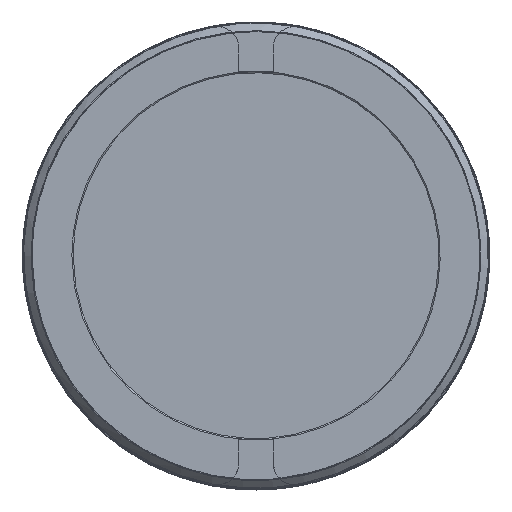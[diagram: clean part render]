
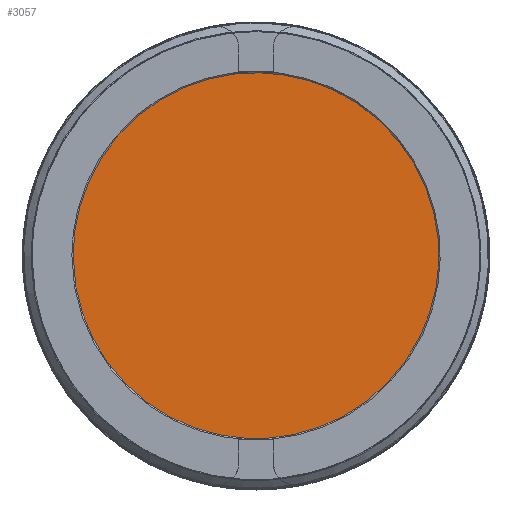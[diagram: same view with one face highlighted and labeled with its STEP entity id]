
A CAD part, top view. The second image highlights one B-rep face of the part: STEP entity #3057.
In plain terms, the highlighted free-form (B-spline) face has degree [1, 1] with [2, 2] control points.
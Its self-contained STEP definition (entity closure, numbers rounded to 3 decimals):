
#2833=CARTESIAN_POINT('',(-0.405,4.35,0.));
#2834=VERTEX_POINT('',#2833);
#2835=CARTESIAN_POINT('',(0.405,4.35,0.));
#2836=VERTEX_POINT('',#2835);
#2837=CARTESIAN_POINT('',(-0.405,4.35,0.));
#2838=CARTESIAN_POINT('',(0.405,4.35,0.));
#2839=B_SPLINE_CURVE_WITH_KNOTS('',1,(#2837,#2838),.POLYLINE_FORM.,.F.,.U.,(2,2),(0.,1.),.UNSPECIFIED.);
#2840=EDGE_CURVE('',#2834,#2836,#2839,.T.);
#2869=CARTESIAN_POINT('',(0.405,-4.35,0.));
#2870=VERTEX_POINT('',#2869);
#2871=CARTESIAN_POINT('',(-0.405,-4.35,0.));
#2872=VERTEX_POINT('',#2871);
#2873=CARTESIAN_POINT('',(0.405,-4.35,0.));
#2874=CARTESIAN_POINT('',(-0.405,-4.35,0.));
#2875=B_SPLINE_CURVE_WITH_KNOTS('',1,(#2873,#2874),.POLYLINE_FORM.,.F.,.U.,(2,2),(0.,1.),.UNSPECIFIED.);
#2876=EDGE_CURVE('',#2870,#2872,#2875,.T.);
#2972=CARTESIAN_POINT('',(15.9,-15.9,0.));
#2973=CARTESIAN_POINT('',(-15.9,-15.9,0.));
#2974=CARTESIAN_POINT('',(15.9,15.9,0.));
#2975=CARTESIAN_POINT('',(-15.9,15.9,0.));
#2976=B_SPLINE_SURFACE_WITH_KNOTS('',1,1,((#2972,#2973),(#2974,#2975)),.PLANE_SURF.,.F.,.F.,.U.,(2,2),(2,2),(-1.,2.),(-1.,2.),.UNSPECIFIED.);
#2977=CARTESIAN_POINT('',(-0.405,4.917,0.));
#2978=VERTEX_POINT('',#2977);
#2979=CARTESIAN_POINT('',(-0.552,5.271,0.));
#2980=VERTEX_POINT('',#2979);
#2981=CARTESIAN_POINT('',(-0.405,4.917,0.));
#2982=CARTESIAN_POINT('',(-0.405,5.125,0.));
#2983=CARTESIAN_POINT('',(-0.552,5.271,0.));
#2984=(BOUNDED_CURVE()B_SPLINE_CURVE(2,(#2981,#2982,#2983),.UNSPECIFIED.,.F.,.U.)B_SPLINE_CURVE_WITH_KNOTS((3,3),(0.,0.452),.UNSPECIFIED.)CURVE()GEOMETRIC_REPRESENTATION_ITEM()RATIONAL_B_SPLINE_CURVE((1.,0.837,0.822))REPRESENTATION_ITEM(''));
#2985=EDGE_CURVE('',#2978,#2980,#2984,.T.);
#2986=ORIENTED_EDGE('',*,*,#2985,.T.);
#2987=CARTESIAN_POINT('',(-0.552,-5.271,0.));
#2988=VERTEX_POINT('',#2987);
#2989=CARTESIAN_POINT('',(-0.552,5.271,0.));
#2990=CARTESIAN_POINT('',(-5.3,4.774,0.));
#2991=CARTESIAN_POINT('',(-5.3,0.,0.));
#2992=CARTESIAN_POINT('',(-5.3,-4.774,0.));
#2993=CARTESIAN_POINT('',(-0.552,-5.271,0.));
#2994=(BOUNDED_CURVE()B_SPLINE_CURVE(2,(#2989,#2990,#2991,#2992,#2993),.CIRCULAR_ARC.,.F.,.U.)B_SPLINE_CURVE_WITH_KNOTS((3,2,3),(0.018,0.25,0.482),.UNSPECIFIED.)CURVE()GEOMETRIC_REPRESENTATION_ITEM()RATIONAL_B_SPLINE_CURVE((0.961,0.728,1.,0.728,0.961))REPRESENTATION_ITEM(''));
#2995=EDGE_CURVE('',#2980,#2988,#2994,.T.);
#2996=ORIENTED_EDGE('',*,*,#2995,.T.);
#2997=CARTESIAN_POINT('',(-0.405,-4.917,0.));
#2998=VERTEX_POINT('',#2997);
#2999=CARTESIAN_POINT('',(-0.405,-4.917,0.));
#3000=CARTESIAN_POINT('',(-0.405,-5.125,0.));
#3001=CARTESIAN_POINT('',(-0.552,-5.271,0.));
#3002=(BOUNDED_CURVE()B_SPLINE_CURVE(2,(#2999,#3000,#3001),.UNSPECIFIED.,.F.,.U.)B_SPLINE_CURVE_WITH_KNOTS((3,3),(0.,0.452),.UNSPECIFIED.)CURVE()GEOMETRIC_REPRESENTATION_ITEM()RATIONAL_B_SPLINE_CURVE((1.,0.837,0.822))REPRESENTATION_ITEM(''));
#3003=EDGE_CURVE('',#2998,#2988,#3002,.T.);
#3004=ORIENTED_EDGE('',*,*,#3003,.F.);
#3005=CARTESIAN_POINT('',(-0.405,-4.35,0.));
#3006=CARTESIAN_POINT('',(-0.405,-4.917,0.));
#3007=B_SPLINE_CURVE_WITH_KNOTS('',1,(#3005,#3006),.POLYLINE_FORM.,.F.,.U.,(2,2),(0.,0.5),.UNSPECIFIED.);
#3008=EDGE_CURVE('',#2872,#2998,#3007,.T.);
#3009=ORIENTED_EDGE('',*,*,#3008,.F.);
#3010=ORIENTED_EDGE('',*,*,#2876,.F.);
#3011=CARTESIAN_POINT('',(0.405,-4.917,0.));
#3012=VERTEX_POINT('',#3011);
#3013=CARTESIAN_POINT('',(0.405,-4.917,0.));
#3014=CARTESIAN_POINT('',(0.405,-4.35,0.));
#3015=B_SPLINE_CURVE_WITH_KNOTS('',1,(#3013,#3014),.POLYLINE_FORM.,.F.,.U.,(2,2),(0.5,1.),.UNSPECIFIED.);
#3016=EDGE_CURVE('',#3012,#2870,#3015,.T.);
#3017=ORIENTED_EDGE('',*,*,#3016,.F.);
#3018=CARTESIAN_POINT('',(0.552,-5.271,0.));
#3019=VERTEX_POINT('',#3018);
#3020=CARTESIAN_POINT('',(0.405,-4.917,0.));
#3021=CARTESIAN_POINT('',(0.405,-5.125,0.));
#3022=CARTESIAN_POINT('',(0.552,-5.271,0.));
#3023=(BOUNDED_CURVE()B_SPLINE_CURVE(2,(#3020,#3021,#3022),.UNSPECIFIED.,.F.,.U.)B_SPLINE_CURVE_WITH_KNOTS((3,3),(0.,0.452),.UNSPECIFIED.)CURVE()GEOMETRIC_REPRESENTATION_ITEM()RATIONAL_B_SPLINE_CURVE((1.,0.837,0.822))REPRESENTATION_ITEM(''));
#3024=EDGE_CURVE('',#3012,#3019,#3023,.T.);
#3025=ORIENTED_EDGE('',*,*,#3024,.T.);
#3026=CARTESIAN_POINT('',(0.552,5.271,0.));
#3027=VERTEX_POINT('',#3026);
#3028=CARTESIAN_POINT('',(0.552,-5.271,0.));
#3029=CARTESIAN_POINT('',(5.3,-4.774,0.));
#3030=CARTESIAN_POINT('',(5.3,0.,0.));
#3031=CARTESIAN_POINT('',(5.3,4.774,0.));
#3032=CARTESIAN_POINT('',(0.552,5.271,0.));
#3033=(BOUNDED_CURVE()B_SPLINE_CURVE(2,(#3028,#3029,#3030,#3031,#3032),.CIRCULAR_ARC.,.F.,.U.)B_SPLINE_CURVE_WITH_KNOTS((3,2,3),(0.518,0.75,0.982),.UNSPECIFIED.)CURVE()GEOMETRIC_REPRESENTATION_ITEM()RATIONAL_B_SPLINE_CURVE((0.961,0.728,1.,0.728,0.961))REPRESENTATION_ITEM(''));
#3034=EDGE_CURVE('',#3019,#3027,#3033,.T.);
#3035=ORIENTED_EDGE('',*,*,#3034,.T.);
#3036=CARTESIAN_POINT('',(0.405,4.917,0.));
#3037=VERTEX_POINT('',#3036);
#3038=CARTESIAN_POINT('',(0.405,4.917,0.));
#3039=CARTESIAN_POINT('',(0.405,5.125,0.));
#3040=CARTESIAN_POINT('',(0.552,5.271,0.));
#3041=(BOUNDED_CURVE()B_SPLINE_CURVE(2,(#3038,#3039,#3040),.UNSPECIFIED.,.F.,.U.)B_SPLINE_CURVE_WITH_KNOTS((3,3),(0.,0.452),.UNSPECIFIED.)CURVE()GEOMETRIC_REPRESENTATION_ITEM()RATIONAL_B_SPLINE_CURVE((1.,0.837,0.822))REPRESENTATION_ITEM(''));
#3042=EDGE_CURVE('',#3037,#3027,#3041,.T.);
#3043=ORIENTED_EDGE('',*,*,#3042,.F.);
#3044=CARTESIAN_POINT('',(0.405,4.35,0.));
#3045=CARTESIAN_POINT('',(0.405,4.917,0.));
#3046=B_SPLINE_CURVE_WITH_KNOTS('',1,(#3044,#3045),.POLYLINE_FORM.,.F.,.U.,(2,2),(0.,0.5),.UNSPECIFIED.);
#3047=EDGE_CURVE('',#2836,#3037,#3046,.T.);
#3048=ORIENTED_EDGE('',*,*,#3047,.F.);
#3049=ORIENTED_EDGE('',*,*,#2840,.F.);
#3050=CARTESIAN_POINT('',(-0.405,4.917,0.));
#3051=CARTESIAN_POINT('',(-0.405,4.35,0.));
#3052=B_SPLINE_CURVE_WITH_KNOTS('',1,(#3050,#3051),.POLYLINE_FORM.,.F.,.U.,(2,2),(0.5,1.),.UNSPECIFIED.);
#3053=EDGE_CURVE('',#2978,#2834,#3052,.T.);
#3054=ORIENTED_EDGE('',*,*,#3053,.F.);
#3055=EDGE_LOOP('',(#2986,#2996,#3004,#3009,#3010,#3017,#3025,#3035,#3043,#3048,#3049,#3054));
#3056=FACE_OUTER_BOUND('',#3055,.T.);
#3057=ADVANCED_FACE('',(#3056),#2976,.T.);
